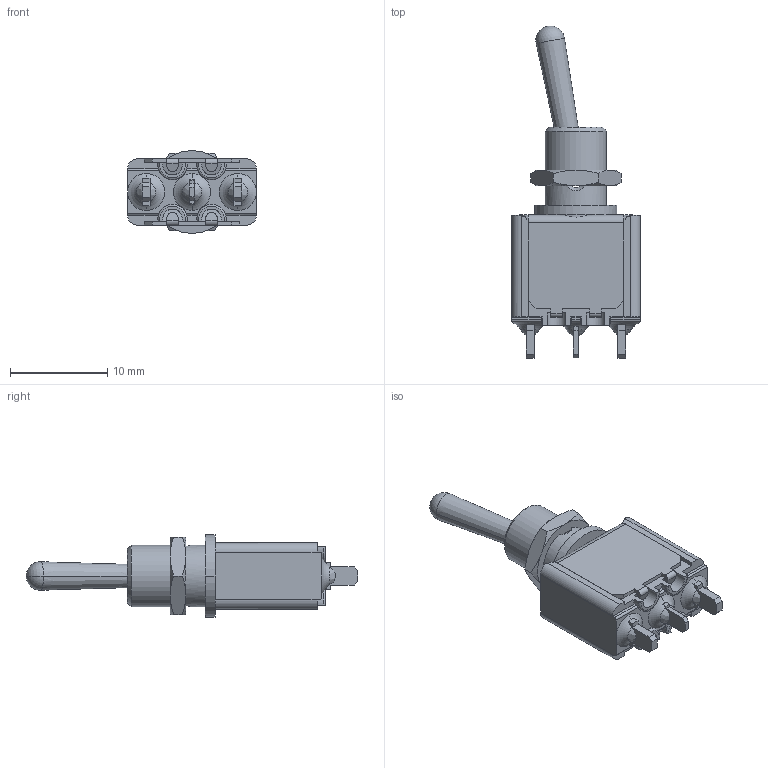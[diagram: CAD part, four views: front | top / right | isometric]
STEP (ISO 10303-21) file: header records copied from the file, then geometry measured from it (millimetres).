
FILE_DESCRIPTION((''),'2;1');
FILE_NAME('5636AB','2009-09-15T',('gdanezan'),(''),'PRO/ENGINEER BY PARAMETRIC TECHNOLOGY CORPORATION, 2008400','PRO/ENGINEER BY PARAMETRIC TECHNOLOGY CORPORATION, 2008400','');
FILE_SCHEMA(('CONFIG_CONTROL_DESIGN'));
Length unit declared in the file: millimetre
Products named in the file (1): 5636AB
Bounding box: 13.2 x 34.05 x 8.44 mm (x, y, z)
Volume: 897.3 mm3; surface area: 2222 mm2
Topology: 1 solids, 1 shells, 483 faces, 1371 edges, 863 vertices
Faces by surface type: plane 308, cylinder 105, cone 32, torus 14, bspline 12, sphere 12
Entity records: 17383 total; most frequent: CARTESIAN_POINT 4997, ORIENTED_EDGE 2738, DIRECTION 2401, EDGE_CURVE 1369, VECTOR 895, LINE 895, VERTEX_POINT 863, AXIS2_PLACEMENT_3D 753
